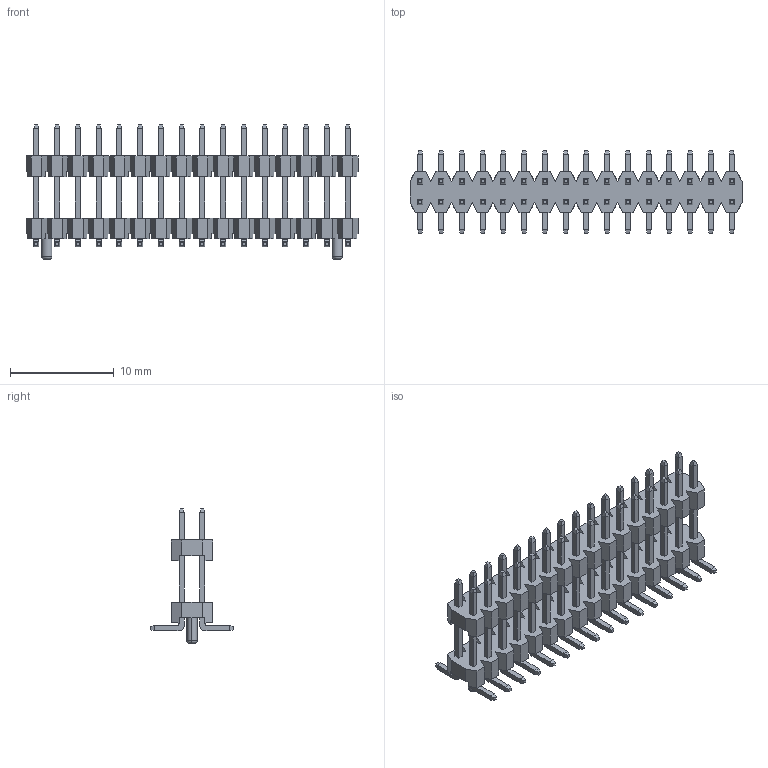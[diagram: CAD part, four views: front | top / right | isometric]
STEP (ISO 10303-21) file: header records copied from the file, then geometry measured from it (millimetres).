
FILE_DESCRIPTION (( 'STEP AP214' ), '1' );
FILE_NAME ('FPH20072-D32S1014071511M-REF.STEP', '2025-10-13T01:40:29', ( '' ), ( '' ), 'SwSTEP 2.0', 'SolidWorks 2021', '' );
FILE_SCHEMA (( 'AUTOMOTIVE_DESIGN' ));
Length unit declared in the file: millimetre
Products named in the file (1): FPH20072-D32S1014071511M-REF
Bounding box: 32 x 8 x 12.95 mm (x, y, z)
Volume: 462 mm3; surface area: 1588.9 mm2
Topology: 1 solids, 1 shells, 1234 faces, 3296 edges, 2068 vertices
Faces by surface type: plane 1162, cylinder 68, torus 4
Entity records: 37398 total; most frequent: CARTESIAN_POINT 6599, ORIENTED_EDGE 6592, DIRECTION 5910, EDGE_CURVE 3296, LINE 3152, VECTOR 3152, VERTEX_POINT 2068, AXIS2_PLACEMENT_3D 1379
